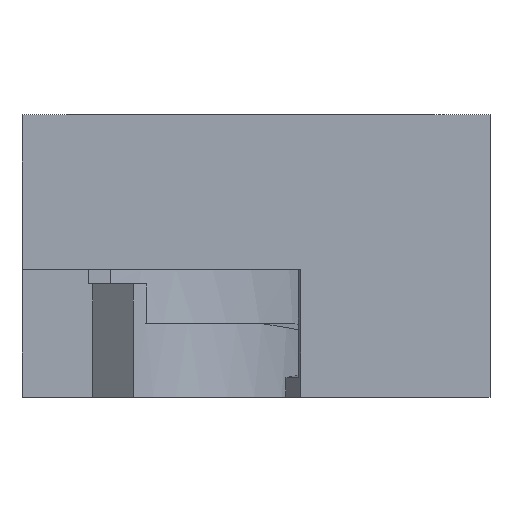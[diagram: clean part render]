
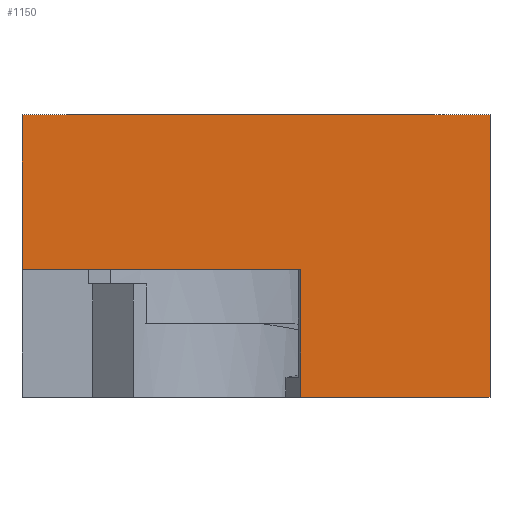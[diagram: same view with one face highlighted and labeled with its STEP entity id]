
A CAD part, front view. The second image highlights one B-rep face of the part: STEP entity #1150.
In plain terms, the highlighted planar face has unit normal (0, -1, 0).
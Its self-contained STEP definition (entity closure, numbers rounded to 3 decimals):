
#42=PLANE('',#1234);
#97=FACE_OUTER_BOUND('',#156,.T.);
#156=EDGE_LOOP('',(#863,#864,#865,#866,#867,#868));
#235=LINE('',#1706,#379);
#252=LINE('',#1739,#396);
#253=LINE('',#1742,#397);
#254=LINE('',#1744,#398);
#255=LINE('',#1746,#399);
#256=LINE('',#1747,#400);
#379=VECTOR('',#1375,10.);
#396=VECTOR('',#1400,10.);
#397=VECTOR('',#1403,10.);
#398=VECTOR('',#1404,10.);
#399=VECTOR('',#1405,10.);
#400=VECTOR('',#1406,10.);
#543=VERTEX_POINT('',#1703);
#544=VERTEX_POINT('',#1705);
#553=VERTEX_POINT('',#1731);
#557=VERTEX_POINT('',#1741);
#558=VERTEX_POINT('',#1743);
#559=VERTEX_POINT('',#1745);
#664=EDGE_CURVE('',#543,#544,#235,.T.);
#681=EDGE_CURVE('',#553,#544,#252,.T.);
#682=EDGE_CURVE('',#557,#553,#253,.T.);
#683=EDGE_CURVE('',#558,#543,#254,.T.);
#684=EDGE_CURVE('',#559,#558,#255,.T.);
#685=EDGE_CURVE('',#557,#559,#256,.T.);
#863=ORIENTED_EDGE('',*,*,#682,.T.);
#864=ORIENTED_EDGE('',*,*,#681,.T.);
#865=ORIENTED_EDGE('',*,*,#664,.F.);
#866=ORIENTED_EDGE('',*,*,#683,.F.);
#867=ORIENTED_EDGE('',*,*,#684,.F.);
#868=ORIENTED_EDGE('',*,*,#685,.F.);
#1150=ADVANCED_FACE('',(#97),#42,.T.);
#1234=AXIS2_PLACEMENT_3D('',#1740,#1401,#1402);
#1375=DIRECTION('',(-1.,0.,0.));
#1400=DIRECTION('',(0.,0.,-1.));
#1401=DIRECTION('center_axis',(0.,-1.,0.));
#1402=DIRECTION('ref_axis',(-1.,0.,0.));
#1403=DIRECTION('',(-1.,0.,0.));
#1404=DIRECTION('',(0.,0.,1.));
#1405=DIRECTION('',(-1.,0.,0.));
#1406=DIRECTION('',(0.,0.,-1.));
#1703=CARTESIAN_POINT('',(1.869,-9.75,-4.2));
#1705=CARTESIAN_POINT('',(-9.75,-9.75,-4.2));
#1706=CARTESIAN_POINT('',(9.75,-9.75,-4.2));
#1731=CARTESIAN_POINT('',(-9.75,-9.75,2.25));
#1739=CARTESIAN_POINT('',(-9.75,-9.75,2.25));
#1740=CARTESIAN_POINT('Origin',(9.75,-9.75,2.25));
#1741=CARTESIAN_POINT('',(9.75,-9.75,2.25));
#1742=CARTESIAN_POINT('',(9.75,-9.75,2.25));
#1743=CARTESIAN_POINT('',(1.869,-9.75,-9.52));
#1744=CARTESIAN_POINT('',(1.869,-9.75,-9.52));
#1745=CARTESIAN_POINT('',(9.75,-9.75,-9.52));
#1746=CARTESIAN_POINT('',(9.75,-9.75,-9.52));
#1747=CARTESIAN_POINT('',(9.75,-9.75,2.25));
